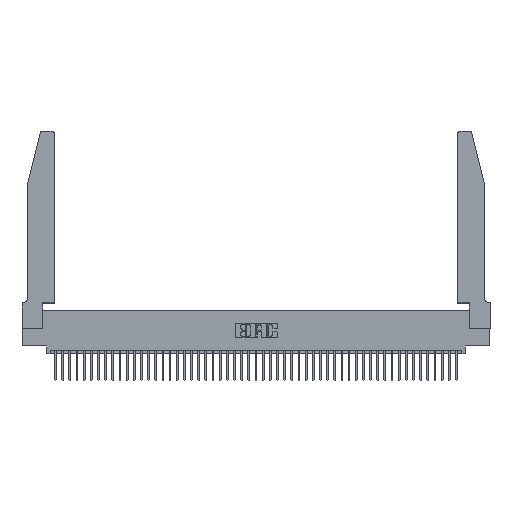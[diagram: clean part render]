
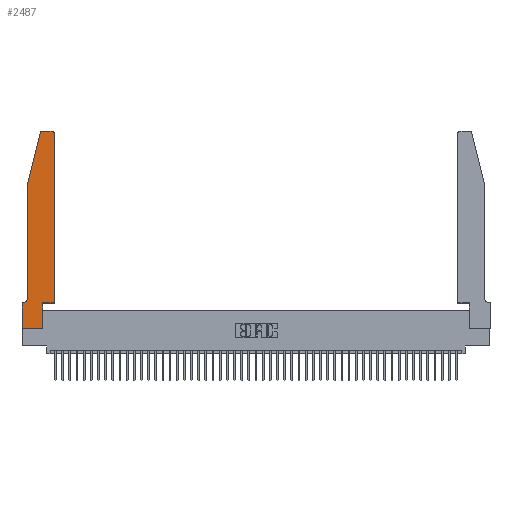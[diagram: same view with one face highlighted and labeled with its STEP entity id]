
A CAD part, top view. The second image highlights one B-rep face of the part: STEP entity #2487.
In plain terms, the highlighted planar face has unit normal (0, 0, 1).
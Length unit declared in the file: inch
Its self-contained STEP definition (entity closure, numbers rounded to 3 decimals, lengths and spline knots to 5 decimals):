
#244 = AXIS2_PLACEMENT_3D ( 'NONE', #38394, #37258, #40944 ) ;
#1584 = CIRCLE ( 'NONE', #244, 0.03 ) ;
#2422 = ORIENTED_EDGE ( 'NONE', *, *, #3419, .T. ) ;
#2428 = ORIENTED_EDGE ( 'NONE', *, *, #38764, .T. ) ;
#2487 = ADVANCED_FACE ( 'NONE', ( #3484 ), #42279, .T. ) ;
#2987 = EDGE_CURVE ( 'NONE', #41658, #17175, #33425, .T. ) ;
#3031 = VERTEX_POINT ( 'NONE', #44589 ) ;
#3390 = CARTESIAN_POINT ( 'NONE',  ( 0.284, 2.72, 0.37 ) ) ;
#3419 = EDGE_CURVE ( 'NONE', #38517, #31328, #1584, .T. ) ;
#3484 = FACE_OUTER_BOUND ( 'NONE', #9744, .T. ) ;
#3547 = EDGE_CURVE ( 'NONE', #34018, #12426, #37354, .T. ) ;
#4413 = VERTEX_POINT ( 'NONE', #26797 ) ;
#4531 = LINE ( 'NONE', #10211, #6290 ) ;
#4682 = ORIENTED_EDGE ( 'NONE', *, *, #47317, .T. ) ;
#6086 = ORIENTED_EDGE ( 'NONE', *, *, #12539, .T. ) ;
#6290 = VECTOR ( 'NONE', #13926, 39.37008 ) ;
#6724 = LINE ( 'NONE', #7321, #8986 ) ;
#7124 = VECTOR ( 'NONE', #14516, 39.37008 ) ;
#7309 = ORIENTED_EDGE ( 'NONE', *, *, #32071, .T. ) ;
#7321 = CARTESIAN_POINT ( 'NONE',  ( 0., 0., 0.37 ) ) ;
#7800 = EDGE_CURVE ( 'NONE', #17175, #3031, #34251, .T. ) ;
#8223 = LINE ( 'NONE', #33759, #10563 ) ;
#8350 = CARTESIAN_POINT ( 'NONE',  ( 0.2865, 0.35, 0.37 ) ) ;
#8579 = CARTESIAN_POINT ( 'NONE',  ( 0.284, 2.75, 0.37 ) ) ;
#8866 = CARTESIAN_POINT ( 'NONE',  ( 0.2865, 0., 0.37 ) ) ;
#8986 = VECTOR ( 'NONE', #37083, 39.37008 ) ;
#9744 = EDGE_LOOP ( 'NONE', ( #2428, #20165, #46174, #4682, #6086, #38774, #7309, #41265, #17151, #46823, #40797, #2422 ) ) ;
#9916 = DIRECTION ( 'NONE',  ( -0.239, -0.971, 0. ) ) ;
#10211 = CARTESIAN_POINT ( 'NONE',  ( 0.2605, 2.75, 0.37 ) ) ;
#10282 = LINE ( 'NONE', #16141, #27562 ) ;
#10563 = VECTOR ( 'NONE', #23907, 39.37008 ) ;
#10992 = CARTESIAN_POINT ( 'NONE',  ( 0., 0., 0.37 ) ) ;
#11435 = CARTESIAN_POINT ( 'NONE',  ( 0.4205, 2.75, 0.37 ) ) ;
#11862 = CARTESIAN_POINT ( 'NONE',  ( 0., 0., 0.37 ) ) ;
#12426 = VERTEX_POINT ( 'NONE', #8866 ) ;
#12539 = EDGE_CURVE ( 'NONE', #45960, #40700, #20060, .T. ) ;
#13516 = DIRECTION ( 'NONE',  ( 0., 0., 1. ) ) ;
#13926 = DIRECTION ( 'NONE',  ( -1., 0., 0. ) ) ;
#14243 = VECTOR ( 'NONE', #21183, 39.37008 ) ;
#14516 = DIRECTION ( 'NONE',  ( 0., -1., 0. ) ) ;
#15263 = DIRECTION ( 'NONE',  ( 1., 0., 0. ) ) ;
#16061 = EDGE_CURVE ( 'NONE', #43460, #4413, #8223, .T. ) ;
#16141 = CARTESIAN_POINT ( 'NONE',  ( 0.4505, 0.35, 0.37 ) ) ;
#16411 = CARTESIAN_POINT ( 'NONE',  ( 0.0055, 0.42, 0.37 ) ) ;
#16640 = VECTOR ( 'NONE', #26787, 39.37008 ) ;
#17151 = ORIENTED_EDGE ( 'NONE', *, *, #25445, .T. ) ;
#17175 = VERTEX_POINT ( 'NONE', #33573 ) ;
#18152 = AXIS2_PLACEMENT_3D ( 'NONE', #3390, #47151, #15263 ) ;
#18744 = AXIS2_PLACEMENT_3D ( 'NONE', #25829, #13516, #43430 ) ;
#19290 = EDGE_CURVE ( 'NONE', #4413, #38517, #10282, .T. ) ;
#20060 = CIRCLE ( 'NONE', #44238, 0.07 ) ;
#20095 = DIRECTION ( 'NONE',  ( -1., 0., 0. ) ) ;
#20165 = ORIENTED_EDGE ( 'NONE', *, *, #2987, .T. ) ;
#21183 = DIRECTION ( 'NONE',  ( 0., 1., 0. ) ) ;
#22354 = CARTESIAN_POINT ( 'NONE',  ( 0.0055, 0.35, 0.37 ) ) ;
#23159 = CARTESIAN_POINT ( 'NONE',  ( 0.0755, 0.35, 0.37 ) ) ;
#23907 = DIRECTION ( 'NONE',  ( 1., 0., 0. ) ) ;
#24686 = CARTESIAN_POINT ( 'NONE',  ( 0.0755, 2., 0.37 ) ) ;
#25445 = EDGE_CURVE ( 'NONE', #12426, #43460, #34354, .T. ) ;
#25829 = CARTESIAN_POINT ( 'NONE',  ( 0., 0.35, 0.37 ) ) ;
#26787 = DIRECTION ( 'NONE',  ( 1., 0., 0. ) ) ;
#26797 = CARTESIAN_POINT ( 'NONE',  ( 0.4505, 0.35, 0.37 ) ) ;
#27562 = VECTOR ( 'NONE', #38827, 39.37008 ) ;
#27869 = LINE ( 'NONE', #43793, #7124 ) ;
#31328 = VERTEX_POINT ( 'NONE', #11435 ) ;
#32071 = EDGE_CURVE ( 'NONE', #47242, #34018, #6724, .T. ) ;
#32216 = DIRECTION ( 'NONE',  ( 0., 0., -1. ) ) ;
#32762 = CARTESIAN_POINT ( 'NONE',  ( 0.2865, 0.35, 0.37 ) ) ;
#33197 = CARTESIAN_POINT ( 'NONE',  ( 0., 0.35, 0.37 ) ) ;
#33425 = CIRCLE ( 'NONE', #18152, 0.03 ) ;
#33573 = CARTESIAN_POINT ( 'NONE',  ( 0.25487, 2.72718, 0.37 ) ) ;
#33759 = CARTESIAN_POINT ( 'NONE',  ( 0.4505, 0.35, 0.37 ) ) ;
#33995 = CARTESIAN_POINT ( 'NONE',  ( 0.0755, 0.42, 0.37 ) ) ;
#34018 = VERTEX_POINT ( 'NONE', #10992 ) ;
#34251 = LINE ( 'NONE', #24686, #37130 ) ;
#34354 = LINE ( 'NONE', #32762, #14243 ) ;
#34447 = DIRECTION ( 'NONE',  ( -1., 0., 0. ) ) ;
#36798 = LINE ( 'NONE', #23159, #44226 ) ;
#37083 = DIRECTION ( 'NONE',  ( 0., -1., 0. ) ) ;
#37130 = VECTOR ( 'NONE', #9916, 39.37008 ) ;
#37258 = DIRECTION ( 'NONE',  ( 0., 0., 1. ) ) ;
#37354 = LINE ( 'NONE', #11862, #16640 ) ;
#38394 = CARTESIAN_POINT ( 'NONE',  ( 0.4205, 2.72, 0.37 ) ) ;
#38517 = VERTEX_POINT ( 'NONE', #41751 ) ;
#38764 = EDGE_CURVE ( 'NONE', #31328, #41658, #4531, .T. ) ;
#38774 = ORIENTED_EDGE ( 'NONE', *, *, #44137, .T. ) ;
#38827 = DIRECTION ( 'NONE',  ( 0., 1., 0. ) ) ;
#40700 = VERTEX_POINT ( 'NONE', #22354 ) ;
#40797 = ORIENTED_EDGE ( 'NONE', *, *, #19290, .T. ) ;
#40944 = DIRECTION ( 'NONE',  ( 1., 0., 0. ) ) ;
#41265 = ORIENTED_EDGE ( 'NONE', *, *, #3547, .T. ) ;
#41658 = VERTEX_POINT ( 'NONE', #8579 ) ;
#41751 = CARTESIAN_POINT ( 'NONE',  ( 0.4505, 2.72, 0.37 ) ) ;
#42279 = PLANE ( 'NONE',  #18744 ) ;
#43430 = DIRECTION ( 'NONE',  ( 1., 0., 0. ) ) ;
#43460 = VERTEX_POINT ( 'NONE', #8350 ) ;
#43793 = CARTESIAN_POINT ( 'NONE',  ( 0.0755, 2., 0.37 ) ) ;
#44137 = EDGE_CURVE ( 'NONE', #40700, #47242, #36798, .T. ) ;
#44226 = VECTOR ( 'NONE', #34447, 39.37008 ) ;
#44238 = AXIS2_PLACEMENT_3D ( 'NONE', #16411, #32216, #20095 ) ;
#44589 = CARTESIAN_POINT ( 'NONE',  ( 0.0755, 2., 0.37 ) ) ;
#45960 = VERTEX_POINT ( 'NONE', #33995 ) ;
#46174 = ORIENTED_EDGE ( 'NONE', *, *, #7800, .T. ) ;
#46823 = ORIENTED_EDGE ( 'NONE', *, *, #16061, .T. ) ;
#47151 = DIRECTION ( 'NONE',  ( 0., 0., 1. ) ) ;
#47242 = VERTEX_POINT ( 'NONE', #33197 ) ;
#47317 = EDGE_CURVE ( 'NONE', #3031, #45960, #27869, .T. ) ;
